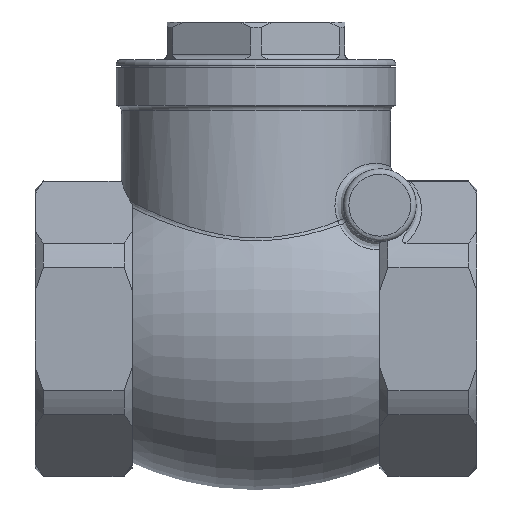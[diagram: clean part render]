
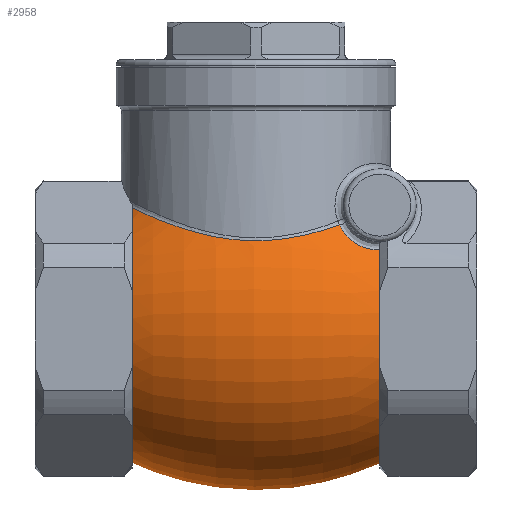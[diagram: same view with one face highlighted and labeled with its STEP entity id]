
A CAD part, left-side view. The second image highlights one B-rep face of the part: STEP entity #2958.
In plain terms, the highlighted toroidal (fillet/blend) face has major radius 24.987 mm and minor radius 55 mm.
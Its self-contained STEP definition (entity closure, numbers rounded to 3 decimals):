
#34=DEGENERATE_TOROIDAL_SURFACE('',#3118,24.987,55.,.F.);
#344=CIRCLE('',#3113,24.973);
#349=CIRCLE('',#3119,24.973);
#564=ORIENTED_EDGE('',*,*,#1204,.T.);
#565=ORIENTED_EDGE('',*,*,#1205,.T.);
#566=ORIENTED_EDGE('',*,*,#1206,.T.);
#567=ORIENTED_EDGE('',*,*,#1193,.T.);
#568=ORIENTED_EDGE('',*,*,#1207,.T.);
#569=ORIENTED_EDGE('',*,*,#1208,.T.);
#1193=EDGE_CURVE('',#1506,#1507,#344,.T.);
#1204=EDGE_CURVE('',#1516,#1517,#349,.T.);
#1205=EDGE_CURVE('',#1517,#1518,#1697,.T.);
#1206=EDGE_CURVE('',#1518,#1506,#1698,.T.);
#1207=EDGE_CURVE('',#1507,#1519,#1699,.T.);
#1208=EDGE_CURVE('',#1519,#1516,#1700,.T.);
#1506=VERTEX_POINT('',#4535);
#1507=VERTEX_POINT('',#4536);
#1516=VERTEX_POINT('',#4565);
#1517=VERTEX_POINT('',#4566);
#1518=VERTEX_POINT('',#4581);
#1519=VERTEX_POINT('',#4596);
#1697=B_SPLINE_CURVE_WITH_KNOTS('',3,(#4567,#4568,#4569,#4570,#4571,#4572,
#4573,#4574,#4575,#4576,#4577,#4578,#4579,#4580),.UNSPECIFIED.,.F.,.F.,
(4,1,1,1,1,1,1,1,1,1,1,4),(0.,0.006,0.011,0.017,
0.02,0.023,0.026,0.029,
0.034,0.037,0.04,0.046),
 .UNSPECIFIED.);
#1698=B_SPLINE_CURVE_WITH_KNOTS('',3,(#4582,#4583,#4584,#4585,#4586,#4587,
#4588),.UNSPECIFIED.,.F.,.F.,(4,1,1,1,4),(0.,0.002,0.005,
0.007,0.01),.UNSPECIFIED.);
#1699=B_SPLINE_CURVE_WITH_KNOTS('',3,(#4589,#4590,#4591,#4592,#4593,#4594,
#4595),.UNSPECIFIED.,.F.,.F.,(4,1,1,1,4),(0.,0.002,
0.005,0.007,0.01),
 .UNSPECIFIED.);
#1700=B_SPLINE_CURVE_WITH_KNOTS('',3,(#4597,#4598,#4599,#4600,#4601,#4602,
#4603,#4604,#4605,#4606,#4607,#4608,#4609,#4610),.UNSPECIFIED.,.F.,.F.,
(4,1,1,1,1,1,1,1,1,1,1,4),(0.,0.006,0.012,0.014,
0.017,0.02,0.023,0.026,
0.029,0.035,0.04,0.046),
 .UNSPECIFIED.);
#1793=EDGE_LOOP('',(#564,#565,#566,#567,#568,#569));
#1937=FACE_BOUND('',#1793,.T.);
#2958=ADVANCED_FACE('',(#1937),#34,.F.);
#3113=AXIS2_PLACEMENT_3D('',#4534,#3402,#3403);
#3118=AXIS2_PLACEMENT_3D('',#4563,#3416,#3417);
#3119=AXIS2_PLACEMENT_3D('',#4564,#3418,#3419);
#3402=DIRECTION('',(0.,1.,0.));
#3403=DIRECTION('',(0.,0.,1.));
#3416=DIRECTION('',(0.,-1.,0.));
#3417=DIRECTION('',(0.,0.,-1.));
#3418=DIRECTION('',(0.,-1.,0.));
#3419=DIRECTION('',(0.,0.,-1.));
#4534=CARTESIAN_POINT('',(0.,-23.,0.));
#4535=CARTESIAN_POINT('',(20.19,-23.,14.697));
#4536=CARTESIAN_POINT('',(-20.19,-23.,14.697));
#4563=CARTESIAN_POINT('',(0.,0.,0.));
#4564=CARTESIAN_POINT('',(0.,23.,0.));
#4565=CARTESIAN_POINT('',(-10.899,23.,22.469));
#4566=CARTESIAN_POINT('',(10.899,23.,22.469));
#4567=CARTESIAN_POINT('',(10.899,23.,22.469));
#4568=CARTESIAN_POINT('',(12.609,22.162,22.068));
#4569=CARTESIAN_POINT('',(15.74,20.158,21.137));
#4570=CARTESIAN_POINT('',(19.706,16.172,19.503));
#4571=CARTESIAN_POINT('',(22.189,12.266,18.2));
#4572=CARTESIAN_POINT('',(23.675,8.78,17.324));
#4573=CARTESIAN_POINT('',(24.486,6.084,16.811));
#4574=CARTESIAN_POINT('',(25.008,3.276,16.465));
#4575=CARTESIAN_POINT('',(25.282,-0.618,16.277));
#4576=CARTESIAN_POINT('',(24.904,-4.432,16.54));
#4577=CARTESIAN_POINT('',(23.896,-8.144,17.187));
#4578=CARTESIAN_POINT('',(22.516,-11.637,18.016));
#4579=CARTESIAN_POINT('',(21.06,-14.068,18.799));
#4580=CARTESIAN_POINT('',(19.929,-15.558,19.334));
#4581=CARTESIAN_POINT('',(19.929,-15.558,19.334));
#4582=CARTESIAN_POINT('',(19.929,-15.558,19.334));
#4583=CARTESIAN_POINT('',(20.425,-15.82,18.712));
#4584=CARTESIAN_POINT('',(21.257,-16.554,17.437));
#4585=CARTESIAN_POINT('',(21.752,-18.422,15.758));
#4586=CARTESIAN_POINT('',(21.342,-20.763,14.786));
#4587=CARTESIAN_POINT('',(20.623,-22.283,14.662));
#4588=CARTESIAN_POINT('',(20.19,-23.,14.697));
#4589=CARTESIAN_POINT('',(-20.19,-23.,14.697));
#4590=CARTESIAN_POINT('',(-20.623,-22.284,14.662));
#4591=CARTESIAN_POINT('',(-21.341,-20.764,14.786));
#4592=CARTESIAN_POINT('',(-21.752,-18.433,15.751));
#4593=CARTESIAN_POINT('',(-21.261,-16.557,17.432));
#4594=CARTESIAN_POINT('',(-20.425,-15.82,18.711));
#4595=CARTESIAN_POINT('',(-19.929,-15.558,19.334));
#4596=CARTESIAN_POINT('',(-19.929,-15.558,19.334));
#4597=CARTESIAN_POINT('',(-19.929,-15.558,19.334));
#4598=CARTESIAN_POINT('',(-21.058,-14.071,18.8));
#4599=CARTESIAN_POINT('',(-22.964,-10.908,17.777));
#4600=CARTESIAN_POINT('',(-24.492,-6.358,16.809));
#4601=CARTESIAN_POINT('',(-25.082,-2.614,16.415));
#4602=CARTESIAN_POINT('',(-25.215,0.284,16.323));
#4603=CARTESIAN_POINT('',(-25.017,3.187,16.458));
#4604=CARTESIAN_POINT('',(-24.509,5.994,16.796));
#4605=CARTESIAN_POINT('',(-23.685,8.753,17.317));
#4606=CARTESIAN_POINT('',(-22.221,12.206,18.183));
#4607=CARTESIAN_POINT('',(-19.705,16.173,19.503));
#4608=CARTESIAN_POINT('',(-15.796,20.112,21.118));
#4609=CARTESIAN_POINT('',(-12.608,22.162,22.068));
#4610=CARTESIAN_POINT('',(-10.899,23.,22.469));
